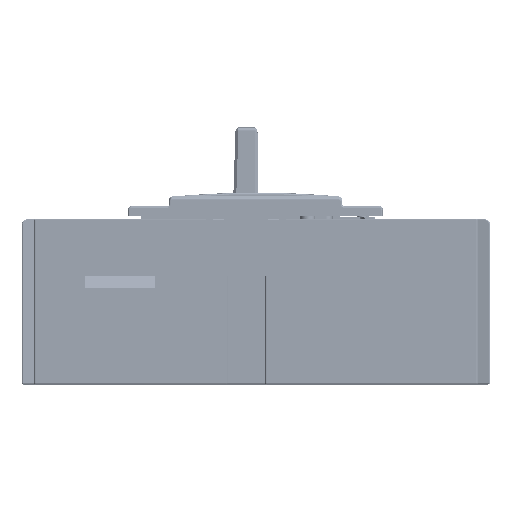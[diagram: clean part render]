
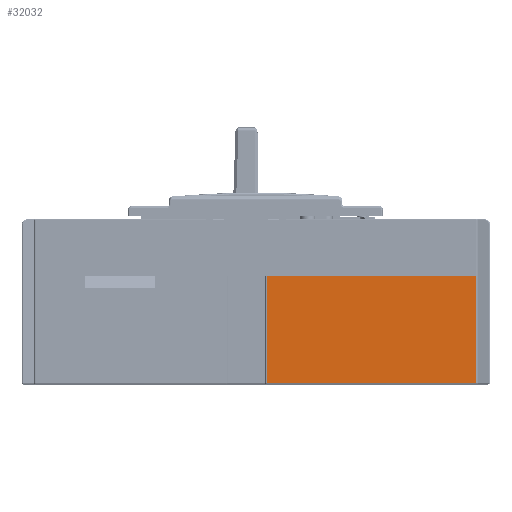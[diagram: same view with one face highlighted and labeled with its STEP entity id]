
A CAD part, front view. The second image highlights one B-rep face of the part: STEP entity #32032.
In plain terms, the highlighted planar face has unit normal (0, -1, 0).
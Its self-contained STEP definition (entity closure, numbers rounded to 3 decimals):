
#8687=LINE('',#254006,#18762);
#8702=LINE('',#254052,#18777);
#8703=LINE('',#254054,#18778);
#8704=LINE('',#254056,#18779);
#18762=VECTOR('',#128675,1.);
#18777=VECTOR('',#128710,1.);
#18778=VECTOR('',#128711,1.);
#18779=VECTOR('',#128712,1.);
#25188=FACE_OUTER_BOUND('',#44361,.T.);
#32032=ADVANCED_FACE('',(#25188),#36630,.F.);
#36630=PLANE('',#108495);
#44361=EDGE_LOOP('',(#64607,#64608,#64609,#64610));
#64607=ORIENTED_EDGE('',*,*,#94996,.F.);
#64608=ORIENTED_EDGE('',*,*,#95019,.T.);
#64609=ORIENTED_EDGE('',*,*,#95020,.T.);
#64610=ORIENTED_EDGE('',*,*,#95021,.F.);
#82421=VERTEX_POINT('',#254005);
#82422=VERTEX_POINT('',#254007);
#82443=VERTEX_POINT('',#254053);
#82444=VERTEX_POINT('',#254055);
#94996=EDGE_CURVE('',#82421,#82422,#8687,.T.);
#95019=EDGE_CURVE('',#82421,#82443,#8702,.T.);
#95020=EDGE_CURVE('',#82443,#82444,#8703,.T.);
#95021=EDGE_CURVE('',#82422,#82444,#8704,.T.);
#108495=AXIS2_PLACEMENT_3D('',#254057,#128713,#128714);
#128675=DIRECTION('',(1.,0.,0.));
#128710=DIRECTION('',(0.,0.,-1.));
#128711=DIRECTION('',(1.,0.,0.));
#128712=DIRECTION('',(0.,0.,-1.));
#128713=DIRECTION('',(0.,1.,0.));
#128714=DIRECTION('',(0.,0.,1.));
#254005=CARTESIAN_POINT('',(-10.811,-337.3,60.9));
#254006=CARTESIAN_POINT('',(120.239,-337.3,60.9));
#254007=CARTESIAN_POINT('',(112.739,-337.3,60.9));
#254052=CARTESIAN_POINT('',(-10.811,-337.3,61.2));
#254053=CARTESIAN_POINT('',(-10.811,-337.3,-2.1));
#254054=CARTESIAN_POINT('',(120.239,-337.3,-2.1));
#254055=CARTESIAN_POINT('',(112.739,-337.3,-2.1));
#254056=CARTESIAN_POINT('',(112.739,-337.3,61.2));
#254057=CARTESIAN_POINT('',(120.239,-337.3,60.9));
